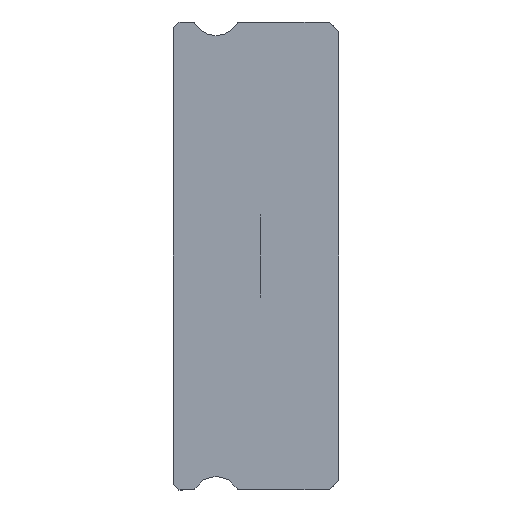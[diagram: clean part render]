
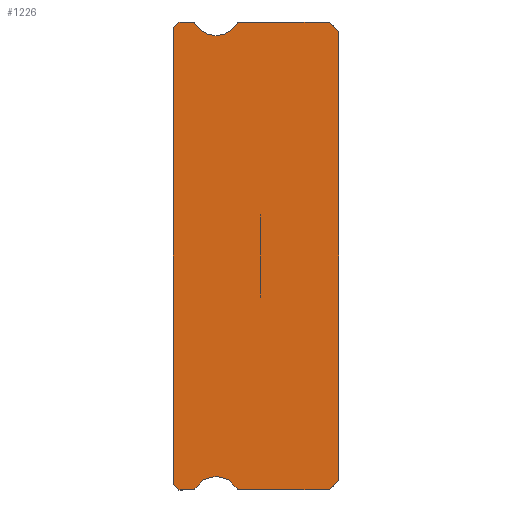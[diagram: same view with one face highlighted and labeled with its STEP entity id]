
A CAD part, left-side view. The second image highlights one B-rep face of the part: STEP entity #1226.
In plain terms, the highlighted planar face has unit normal (-1, 0, 0).
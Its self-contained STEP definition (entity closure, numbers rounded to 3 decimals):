
#26 = CARTESIAN_POINT ( 'NONE',  ( -10., 6.3, 11.3 ) ) ;
#34 = AXIS2_PLACEMENT_3D ( 'NONE', #5403, #4831, #3570 ) ;
#215 = CARTESIAN_POINT ( 'NONE',  ( -10., 5.217, -11.925 ) ) ;
#219 = CARTESIAN_POINT ( 'NONE',  ( -10., 0., 11.5 ) ) ;
#231 = VERTEX_POINT ( 'NONE', #4266 ) ;
#416 = AXIS2_PLACEMENT_3D ( 'NONE', #1371, #4396, #3792 ) ;
#437 = VECTOR ( 'NONE', #1237, 1000. ) ;
#460 = EDGE_CURVE ( 'NONE', #231, #2643, #3770, .T. ) ;
#462 = ORIENTED_EDGE ( 'NONE', *, *, #1221, .F. ) ;
#552 = EDGE_CURVE ( 'NONE', #7754, #231, #6361, .T. ) ;
#602 = DIRECTION ( 'NONE',  ( 1., 0., 0. ) ) ;
#671 = LINE ( 'NONE', #1772, #3061 ) ;
#741 = VERTEX_POINT ( 'NONE', #215 ) ;
#778 = ORIENTED_EDGE ( 'NONE', *, *, #2676, .F. ) ;
#833 = CARTESIAN_POINT ( 'NONE',  ( -10., 5.217, 11.925 ) ) ;
#846 = CARTESIAN_POINT ( 'NONE',  ( -10., 6.3, 12.55 ) ) ;
#848 = CARTESIAN_POINT ( 'NONE',  ( -10., 5.088, 11.85 ) ) ;
#861 = ORIENTED_EDGE ( 'NONE', *, *, #460, .F. ) ;
#891 = CARTESIAN_POINT ( 'NONE',  ( -10., 7.512, -12. ) ) ;
#1039 = CARTESIAN_POINT ( 'NONE',  ( -10., 8.5, 11.7 ) ) ;
#1085 = DIRECTION ( 'NONE',  ( 0., 0., 1. ) ) ;
#1102 = DIRECTION ( 'NONE',  ( 0., 0., -1. ) ) ;
#1164 = CARTESIAN_POINT ( 'NONE',  ( -10., 7.512, 12. ) ) ;
#1193 = CARTESIAN_POINT ( 'NONE',  ( -10., 6.3, -12.55 ) ) ;
#1202 = DIRECTION ( 'NONE',  ( 0., 1., 0. ) ) ;
#1221 = EDGE_CURVE ( 'NONE', #3662, #6963, #5018, .T. ) ;
#1226 = ADVANCED_FACE ( 'NONE', ( #4979 ), #7450, .F. ) ;
#1237 = DIRECTION ( 'NONE',  ( 0., 0.707, -0.707 ) ) ;
#1306 = CARTESIAN_POINT ( 'NONE',  ( -10., 8.5, -11.7 ) ) ;
#1356 = CARTESIAN_POINT ( 'NONE',  ( -10., 0., -11.5 ) ) ;
#1371 = CARTESIAN_POINT ( 'NONE',  ( -10., 6.3, 12.55 ) ) ;
#1561 = CIRCLE ( 'NONE', #2712, 1.25 ) ;
#1660 = CIRCLE ( 'NONE', #6226, 1.25 ) ;
#1772 = CARTESIAN_POINT ( 'NONE',  ( -10., 7.512, -12. ) ) ;
#1826 = DIRECTION ( 'NONE',  ( 0., 0., -1. ) ) ;
#1861 = ORIENTED_EDGE ( 'NONE', *, *, #4615, .F. ) ;
#1934 = DIRECTION ( 'NONE',  ( -1., 0., 0. ) ) ;
#2005 = CARTESIAN_POINT ( 'NONE',  ( -10., 7.512, 11.85 ) ) ;
#2087 = CARTESIAN_POINT ( 'NONE',  ( -10., 7.383, -11.925 ) ) ;
#2413 = CARTESIAN_POINT ( 'NONE',  ( -10., 8.2, 12. ) ) ;
#2530 = VERTEX_POINT ( 'NONE', #26 ) ;
#2643 = VERTEX_POINT ( 'NONE', #219 ) ;
#2661 = AXIS2_PLACEMENT_3D ( 'NONE', #2005, #6848, #5096 ) ;
#2676 = EDGE_CURVE ( 'NONE', #4547, #7754, #7253, .T. ) ;
#2712 = AXIS2_PLACEMENT_3D ( 'NONE', #846, #3850, #5163 ) ;
#2752 = DIRECTION ( 'NONE',  ( 0., -1., 0. ) ) ;
#2775 = EDGE_CURVE ( 'NONE', #7641, #6963, #7435, .T. ) ;
#2812 = VERTEX_POINT ( 'NONE', #6317 ) ;
#2819 = CIRCLE ( 'NONE', #3186, 0.15 ) ;
#2980 = ORIENTED_EDGE ( 'NONE', *, *, #4563, .F. ) ;
#3004 = EDGE_CURVE ( 'NONE', #2812, #741, #2819, .T. ) ;
#3008 = DIRECTION ( 'NONE',  ( 0., 0., -1. ) ) ;
#3019 = ORIENTED_EDGE ( 'NONE', *, *, #3879, .T. ) ;
#3061 = VECTOR ( 'NONE', #6030, 1000. ) ;
#3097 = LINE ( 'NONE', #4218, #7657 ) ;
#3178 = CARTESIAN_POINT ( 'NONE',  ( -10., 0.5, 12. ) ) ;
#3186 = AXIS2_PLACEMENT_3D ( 'NONE', #6635, #602, #3008 ) ;
#3296 = DIRECTION ( 'NONE',  ( 0., -1., 0. ) ) ;
#3342 = VECTOR ( 'NONE', #4170, 1000. ) ;
#3442 = AXIS2_PLACEMENT_3D ( 'NONE', #5944, #4117, #1102 ) ;
#3539 = LINE ( 'NONE', #5962, #5886 ) ;
#3549 = ORIENTED_EDGE ( 'NONE', *, *, #6041, .T. ) ;
#3570 = DIRECTION ( 'NONE',  ( 0., 0., -1. ) ) ;
#3662 = VERTEX_POINT ( 'NONE', #1306 ) ;
#3749 = VERTEX_POINT ( 'NONE', #7706 ) ;
#3770 = LINE ( 'NONE', #3178, #5492 ) ;
#3792 = DIRECTION ( 'NONE',  ( 0., 0., -1. ) ) ;
#3793 = VERTEX_POINT ( 'NONE', #6350 ) ;
#3842 = ORIENTED_EDGE ( 'NONE', *, *, #6121, .T. ) ;
#3850 = DIRECTION ( 'NONE',  ( -1., 0., 0. ) ) ;
#3852 = DIRECTION ( 'NONE',  ( 0., 0., -1. ) ) ;
#3879 = EDGE_CURVE ( 'NONE', #6691, #7641, #3097, .T. ) ;
#4011 = EDGE_CURVE ( 'NONE', #7777, #2530, #1561, .T. ) ;
#4065 = CIRCLE ( 'NONE', #34, 0.15 ) ;
#4117 = DIRECTION ( 'NONE',  ( 1., 0., 0. ) ) ;
#4170 = DIRECTION ( 'NONE',  ( 0., -0.707, -0.707 ) ) ;
#4212 = CARTESIAN_POINT ( 'NONE',  ( -10., 8.2, -12. ) ) ;
#4218 = CARTESIAN_POINT ( 'NONE',  ( -10., 8.2, 12. ) ) ;
#4266 = CARTESIAN_POINT ( 'NONE',  ( -10., 0.5, 12. ) ) ;
#4282 = EDGE_CURVE ( 'NONE', #741, #6545, #1660, .T. ) ;
#4304 = EDGE_CURVE ( 'NONE', #6545, #6351, #4065, .T. ) ;
#4310 = VECTOR ( 'NONE', #4424, 1000. ) ;
#4396 = DIRECTION ( 'NONE',  ( -1., 0., 0. ) ) ;
#4424 = DIRECTION ( 'NONE',  ( 0., 0., 1. ) ) ;
#4438 = ORIENTED_EDGE ( 'NONE', *, *, #4011, .F. ) ;
#4493 = CARTESIAN_POINT ( 'NONE',  ( -10., 7.512, 12. ) ) ;
#4547 = VERTEX_POINT ( 'NONE', #833 ) ;
#4563 = EDGE_CURVE ( 'NONE', #2530, #4547, #6618, .T. ) ;
#4615 = EDGE_CURVE ( 'NONE', #6691, #7777, #6869, .T. ) ;
#4641 = ORIENTED_EDGE ( 'NONE', *, *, #552, .F. ) ;
#4704 = EDGE_CURVE ( 'NONE', #3749, #2812, #671, .T. ) ;
#4706 = AXIS2_PLACEMENT_3D ( 'NONE', #848, #6834, #3852 ) ;
#4711 = ORIENTED_EDGE ( 'NONE', *, *, #2775, .T. ) ;
#4831 = DIRECTION ( 'NONE',  ( 1., 0., 0. ) ) ;
#4847 = CARTESIAN_POINT ( 'NONE',  ( -10., 0., -11.5 ) ) ;
#4979 = FACE_OUTER_BOUND ( 'NONE', #7558, .T. ) ;
#5018 = LINE ( 'NONE', #7412, #4310 ) ;
#5096 = DIRECTION ( 'NONE',  ( 0., 0., -1. ) ) ;
#5163 = DIRECTION ( 'NONE',  ( 0., 0., -1. ) ) ;
#5216 = ORIENTED_EDGE ( 'NONE', *, *, #3004, .F. ) ;
#5403 = CARTESIAN_POINT ( 'NONE',  ( -10., 7.512, -11.85 ) ) ;
#5492 = VECTOR ( 'NONE', #7439, 1000. ) ;
#5765 = VERTEX_POINT ( 'NONE', #1356 ) ;
#5770 = CARTESIAN_POINT ( 'NONE',  ( -10., 8.5, 11.7 ) ) ;
#5838 = DIRECTION ( 'NONE',  ( 0., 0.707, -0.707 ) ) ;
#5886 = VECTOR ( 'NONE', #1085, 1000. ) ;
#5944 = CARTESIAN_POINT ( 'NONE',  ( -10., 7.512, 11.85 ) ) ;
#5962 = CARTESIAN_POINT ( 'NONE',  ( -10., 0., 11.5 ) ) ;
#6030 = DIRECTION ( 'NONE',  ( 0., 1., 0. ) ) ;
#6041 = EDGE_CURVE ( 'NONE', #5765, #2643, #3539, .T. ) ;
#6090 = ORIENTED_EDGE ( 'NONE', *, *, #4304, .F. ) ;
#6121 = EDGE_CURVE ( 'NONE', #3662, #3793, #7683, .T. ) ;
#6226 = AXIS2_PLACEMENT_3D ( 'NONE', #1193, #1934, #1826 ) ;
#6242 = ORIENTED_EDGE ( 'NONE', *, *, #4704, .F. ) ;
#6317 = CARTESIAN_POINT ( 'NONE',  ( -10., 5.088, -12. ) ) ;
#6321 = LINE ( 'NONE', #891, #7724 ) ;
#6350 = CARTESIAN_POINT ( 'NONE',  ( -10., 8.2, -12. ) ) ;
#6351 = VERTEX_POINT ( 'NONE', #7584 ) ;
#6361 = LINE ( 'NONE', #4493, #7519 ) ;
#6478 = ORIENTED_EDGE ( 'NONE', *, *, #4282, .F. ) ;
#6545 = VERTEX_POINT ( 'NONE', #2087 ) ;
#6607 = ORIENTED_EDGE ( 'NONE', *, *, #7816, .T. ) ;
#6618 = CIRCLE ( 'NONE', #416, 1.25 ) ;
#6635 = CARTESIAN_POINT ( 'NONE',  ( -10., 5.088, -11.85 ) ) ;
#6691 = VERTEX_POINT ( 'NONE', #1164 ) ;
#6780 = ORIENTED_EDGE ( 'NONE', *, *, #6792, .F. ) ;
#6792 = EDGE_CURVE ( 'NONE', #5765, #3749, #6835, .T. ) ;
#6834 = DIRECTION ( 'NONE',  ( 1., 0., 0. ) ) ;
#6835 = LINE ( 'NONE', #4847, #437 ) ;
#6848 = DIRECTION ( 'NONE',  ( 1., 0., 0. ) ) ;
#6869 = CIRCLE ( 'NONE', #3442, 0.15 ) ;
#6956 = CARTESIAN_POINT ( 'NONE',  ( -10., 5.088, 12. ) ) ;
#6963 = VERTEX_POINT ( 'NONE', #5770 ) ;
#7119 = VECTOR ( 'NONE', #5838, 1000. ) ;
#7253 = CIRCLE ( 'NONE', #4706, 0.15 ) ;
#7412 = CARTESIAN_POINT ( 'NONE',  ( -10., 8.5, 11.85 ) ) ;
#7435 = LINE ( 'NONE', #1039, #7119 ) ;
#7439 = DIRECTION ( 'NONE',  ( 0., -0.707, -0.707 ) ) ;
#7450 = PLANE ( 'NONE',  #2661 ) ;
#7515 = CARTESIAN_POINT ( 'NONE',  ( -10., 7.383, 11.925 ) ) ;
#7519 = VECTOR ( 'NONE', #2752, 1000. ) ;
#7558 = EDGE_LOOP ( 'NONE', ( #462, #3842, #6607, #6090, #6478, #5216, #6242, #6780, #3549, #861, #4641, #778, #2980, #4438, #1861, #3019, #4711 ) ) ;
#7584 = CARTESIAN_POINT ( 'NONE',  ( -10., 7.512, -12. ) ) ;
#7641 = VERTEX_POINT ( 'NONE', #2413 ) ;
#7657 = VECTOR ( 'NONE', #1202, 1000. ) ;
#7683 = LINE ( 'NONE', #4212, #3342 ) ;
#7706 = CARTESIAN_POINT ( 'NONE',  ( -10., 0.5, -12. ) ) ;
#7724 = VECTOR ( 'NONE', #3296, 1000. ) ;
#7754 = VERTEX_POINT ( 'NONE', #6956 ) ;
#7777 = VERTEX_POINT ( 'NONE', #7515 ) ;
#7816 = EDGE_CURVE ( 'NONE', #3793, #6351, #6321, .T. ) ;
